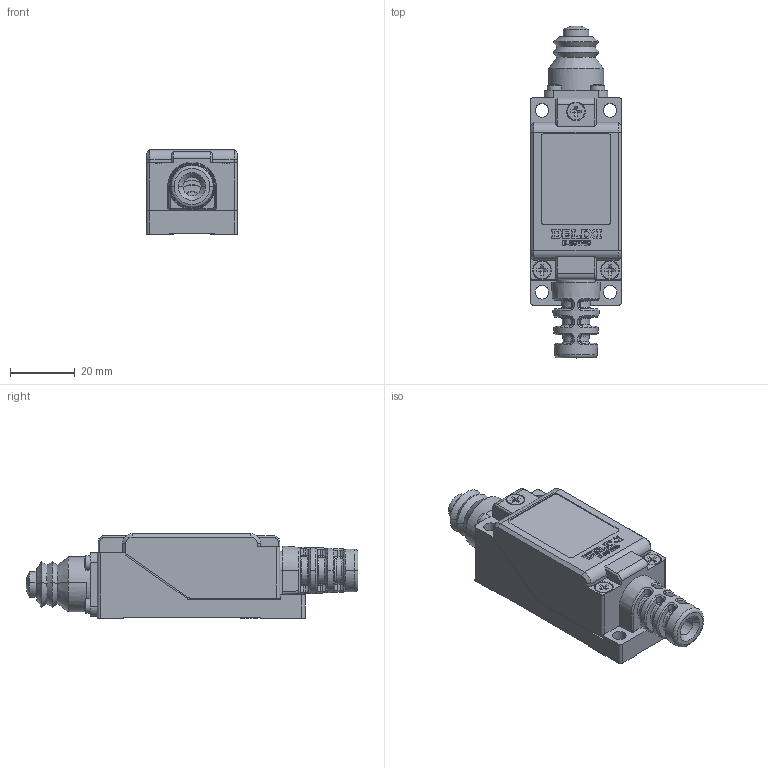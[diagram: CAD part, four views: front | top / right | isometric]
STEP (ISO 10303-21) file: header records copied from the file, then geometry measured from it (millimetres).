
FILE_DESCRIPTION((''),'2;1');
FILE_NAME('LXJMH-8111_SW0001','2022-03-10T',('xiangyu.li'),(''),'PRO/ENGINEER BY PARAMETRIC TECHNOLOGY CORPORATION, 2015440','PRO/ENGINEER BY PARAMETRIC TECHNOLOGY CORPORATION, 2015440','');
FILE_SCHEMA(('CONFIG_CONTROL_DESIGN'));
Products named in the file (1): LXJMH-8111_SW0001
Bounding box: 28 x 102.25 x 26 mm (x, y, z)
Volume: 20650.6 mm3; surface area: 19264.9 mm2
Topology: 1 solids, 2 shells, 1275 faces, 3389 edges, 2167 vertices
Faces by surface type: plane 681, cylinder 203, extrusion 176, bspline 80, cone 73, torus 52, sphere 10
Entity records: 49877 total; most frequent: CARTESIAN_POINT 18943, ORIENTED_EDGE 6774, DIRECTION 5738, EDGE_CURVE 3387, VECTOR 2314, VERTEX_POINT 2167, LINE 2138, AXIS2_PLACEMENT_3D 1712
